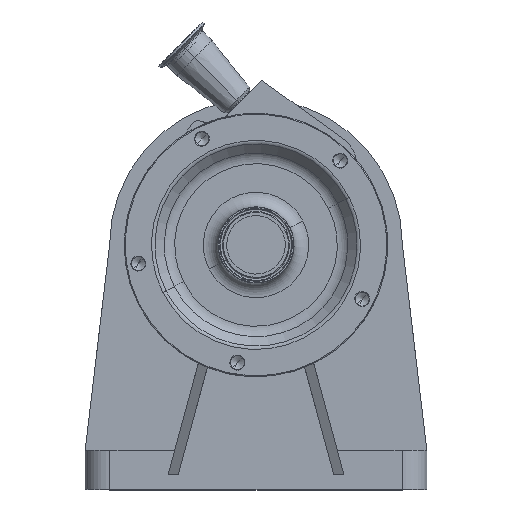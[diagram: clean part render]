
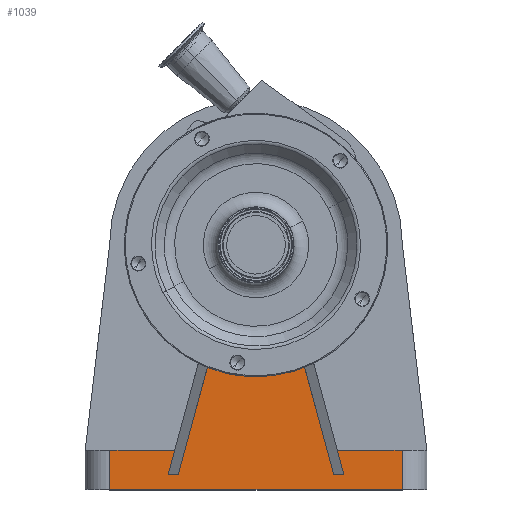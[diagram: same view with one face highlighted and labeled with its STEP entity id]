
A CAD part, top view. The second image highlights one B-rep face of the part: STEP entity #1039.
In plain terms, the highlighted planar face has unit normal (0, 0, 1).
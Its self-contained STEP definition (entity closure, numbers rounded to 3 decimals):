
#49 = VERTEX_POINT ( 'NONE', #6617 ) ;
#64 = CARTESIAN_POINT ( 'NONE',  ( 149.6, -250., 120. ) ) ;
#124 = VERTEX_POINT ( 'NONE', #8800 ) ;
#144 = DIRECTION ( 'NONE',  ( 0., 0., -1. ) ) ;
#184 = VECTOR ( 'NONE', #1516, 1000. ) ;
#284 = LINE ( 'NONE', #5074, #3099 ) ;
#393 = VECTOR ( 'NONE', #3150, 1000. ) ;
#666 = ORIENTED_EDGE ( 'NONE', *, *, #9082, .F. ) ;
#751 = DIRECTION ( 'NONE',  ( 1., 0., 0. ) ) ;
#804 = VERTEX_POINT ( 'NONE', #5036 ) ;
#805 = CARTESIAN_POINT ( 'NONE',  ( -90., -235., 120. ) ) ;
#814 = VERTEX_POINT ( 'NONE', #4944 ) ;
#844 = VERTEX_POINT ( 'NONE', #64 ) ;
#1002 = VECTOR ( 'NONE', #751, 1000. ) ;
#1007 = VERTEX_POINT ( 'NONE', #6653 ) ;
#1039 = ADVANCED_FACE ( 'NONE', ( #1609 ), #7960, .F. ) ;
#1099 = LINE ( 'NONE', #8911, #2316 ) ;
#1125 = AXIS2_PLACEMENT_3D ( 'NONE', #3614, #144, #6468 ) ;
#1359 = DIRECTION ( 'NONE',  ( 1., 0., 0. ) ) ;
#1405 = EDGE_CURVE ( 'NONE', #49, #7689, #6068, .T. ) ;
#1482 = LINE ( 'NONE', #7974, #6253 ) ;
#1516 = DIRECTION ( 'NONE',  ( 1., 0., 0. ) ) ;
#1609 = FACE_OUTER_BOUND ( 'NONE', #8355, .T. ) ;
#1736 = ORIENTED_EDGE ( 'NONE', *, *, #3708, .T. ) ;
#1765 = VECTOR ( 'NONE', #4493, 1000. ) ;
#1774 = DIRECTION ( 'NONE',  ( 1., 0., 0. ) ) ;
#1780 = VERTEX_POINT ( 'NONE', #3748 ) ;
#1863 = EDGE_CURVE ( 'NONE', #1007, #844, #1099, .T. ) ;
#1940 = CARTESIAN_POINT ( 'NONE',  ( 90., -235., 120. ) ) ;
#2096 = ORIENTED_EDGE ( 'NONE', *, *, #2548, .T. ) ;
#2277 = DIRECTION ( 'NONE',  ( 1., 0., 0. ) ) ;
#2316 = VECTOR ( 'NONE', #3085, 1000. ) ;
#2423 = CARTESIAN_POINT ( 'NONE',  ( -149.6, -210., 120. ) ) ;
#2548 = EDGE_CURVE ( 'NONE', #3903, #124, #284, .T. ) ;
#2569 = LINE ( 'NONE', #6741, #393 ) ;
#2881 = VERTEX_POINT ( 'NONE', #7020 ) ;
#2910 = EDGE_CURVE ( 'NONE', #3263, #844, #7346, .T. ) ;
#2918 = LINE ( 'NONE', #805, #5413 ) ;
#3085 = DIRECTION ( 'NONE',  ( 0., -1., 0. ) ) ;
#3099 = VECTOR ( 'NONE', #7997, 1000. ) ;
#3150 = DIRECTION ( 'NONE',  ( 0.262, -0.965, 0. ) ) ;
#3188 = CARTESIAN_POINT ( 'NONE',  ( -40.6, -91.387, 120. ) ) ;
#3263 = VERTEX_POINT ( 'NONE', #7054 ) ;
#3306 = EDGE_CURVE ( 'NONE', #804, #1007, #1482, .T. ) ;
#3472 = ORIENTED_EDGE ( 'NONE', *, *, #1405, .T. ) ;
#3614 = CARTESIAN_POINT ( 'NONE',  ( 0., 0., 120. ) ) ;
#3703 = CARTESIAN_POINT ( 'NONE',  ( 149.6, -250., 120. ) ) ;
#3708 = EDGE_CURVE ( 'NONE', #2881, #3263, #5194, .T. ) ;
#3748 = CARTESIAN_POINT ( 'NONE',  ( -79.637, -235., 120. ) ) ;
#3772 = CARTESIAN_POINT ( 'NONE',  ( 149.6, -210., 120. ) ) ;
#3856 = LINE ( 'NONE', #3188, #4132 ) ;
#3903 = VERTEX_POINT ( 'NONE', #7553 ) ;
#3904 = DIRECTION ( 'NONE',  ( -0.262, 0.965, 0. ) ) ;
#4132 = VECTOR ( 'NONE', #8087, 1000. ) ;
#4493 = DIRECTION ( 'NONE',  ( 0., -1., 0. ) ) ;
#4944 = CARTESIAN_POINT ( 'NONE',  ( 79.637, -235., 120. ) ) ;
#5036 = CARTESIAN_POINT ( 'NONE',  ( 83.204, -210., 120. ) ) ;
#5074 = CARTESIAN_POINT ( 'NONE',  ( -67.186, -151.072, 120. ) ) ;
#5194 = LINE ( 'NONE', #2423, #1765 ) ;
#5309 = ORIENTED_EDGE ( 'NONE', *, *, #8649, .F. ) ;
#5413 = VECTOR ( 'NONE', #1359, 1000. ) ;
#5571 = VECTOR ( 'NONE', #3904, 1000. ) ;
#5644 = EDGE_CURVE ( 'NONE', #7689, #1780, #3856, .T. ) ;
#5645 = CARTESIAN_POINT ( 'NONE',  ( -40.6, -91.387, 120. ) ) ;
#5649 = EDGE_CURVE ( 'NONE', #2881, #124, #8128, .T. ) ;
#5668 = EDGE_CURVE ( 'NONE', #804, #7526, #2569, .T. ) ;
#5744 = ORIENTED_EDGE ( 'NONE', *, *, #5644, .T. ) ;
#5832 = DIRECTION ( 'NONE',  ( -1., 0., 0. ) ) ;
#5836 = ORIENTED_EDGE ( 'NONE', *, *, #1863, .F. ) ;
#5874 = LINE ( 'NONE', #8567, #184 ) ;
#6047 = CARTESIAN_POINT ( 'NONE',  ( 80.35, -237.623, 120. ) ) ;
#6068 = CIRCLE ( 'NONE', #1125, 100. ) ;
#6253 = VECTOR ( 'NONE', #2277, 1000. ) ;
#6323 = ORIENTED_EDGE ( 'NONE', *, *, #5668, .T. ) ;
#6362 = ORIENTED_EDGE ( 'NONE', *, *, #8892, .T. ) ;
#6468 = DIRECTION ( 'NONE',  ( -1., 0., 0. ) ) ;
#6475 = ORIENTED_EDGE ( 'NONE', *, *, #2910, .T. ) ;
#6617 = CARTESIAN_POINT ( 'NONE',  ( 40.6, -91.387, 120. ) ) ;
#6653 = CARTESIAN_POINT ( 'NONE',  ( 149.6, -210., 120. ) ) ;
#6656 = AXIS2_PLACEMENT_3D ( 'NONE', #3772, #7403, #5832 ) ;
#6741 = CARTESIAN_POINT ( 'NONE',  ( 87.773, -226.806, 120. ) ) ;
#6842 = ORIENTED_EDGE ( 'NONE', *, *, #3306, .F. ) ;
#7020 = CARTESIAN_POINT ( 'NONE',  ( -149.6, -210., 120. ) ) ;
#7054 = CARTESIAN_POINT ( 'NONE',  ( -149.6, -250., 120. ) ) ;
#7346 = LINE ( 'NONE', #3703, #1002 ) ;
#7403 = DIRECTION ( 'NONE',  ( 0., 0., -1. ) ) ;
#7454 = LINE ( 'NONE', #6047, #5571 ) ;
#7526 = VERTEX_POINT ( 'NONE', #1940 ) ;
#7553 = CARTESIAN_POINT ( 'NONE',  ( -90., -235., 120. ) ) ;
#7689 = VERTEX_POINT ( 'NONE', #5645 ) ;
#7960 = PLANE ( 'NONE',  #6656 ) ;
#7974 = CARTESIAN_POINT ( 'NONE',  ( 149.6, -210., 120. ) ) ;
#7997 = DIRECTION ( 'NONE',  ( 0.262, 0.965, 0. ) ) ;
#8087 = DIRECTION ( 'NONE',  ( -0.262, -0.965, 0. ) ) ;
#8128 = LINE ( 'NONE', #8877, #8441 ) ;
#8355 = EDGE_LOOP ( 'NONE', ( #5744, #666, #2096, #9029, #1736, #6475, #5836, #6842, #6323, #5309, #6362, #3472 ) ) ;
#8441 = VECTOR ( 'NONE', #1774, 1000. ) ;
#8567 = CARTESIAN_POINT ( 'NONE',  ( 0., -235., 120. ) ) ;
#8649 = EDGE_CURVE ( 'NONE', #814, #7526, #5874, .T. ) ;
#8800 = CARTESIAN_POINT ( 'NONE',  ( -83.204, -210., 120. ) ) ;
#8877 = CARTESIAN_POINT ( 'NONE',  ( 149.6, -210., 120. ) ) ;
#8892 = EDGE_CURVE ( 'NONE', #814, #49, #7454, .T. ) ;
#8911 = CARTESIAN_POINT ( 'NONE',  ( 149.6, -210., 120. ) ) ;
#9029 = ORIENTED_EDGE ( 'NONE', *, *, #5649, .F. ) ;
#9082 = EDGE_CURVE ( 'NONE', #3903, #1780, #2918, .T. ) ;
